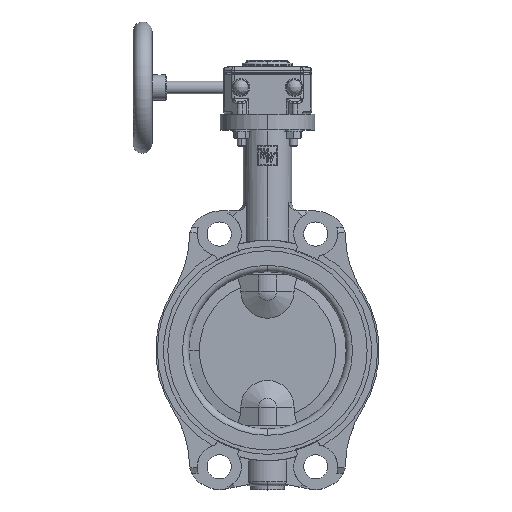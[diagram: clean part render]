
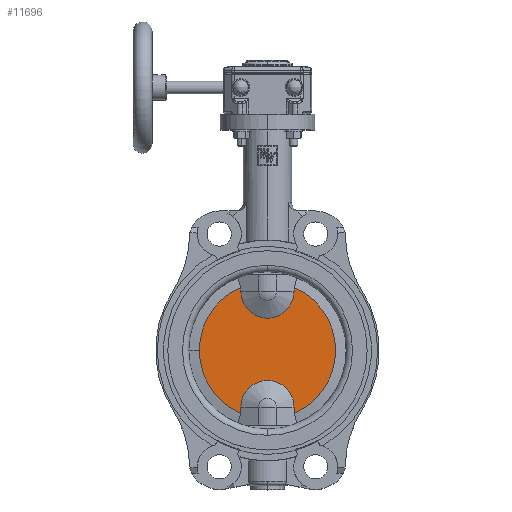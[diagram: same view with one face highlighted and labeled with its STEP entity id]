
A CAD part, top view. The second image highlights one B-rep face of the part: STEP entity #11696.
In plain terms, the highlighted planar face has unit normal (0, 0, 1).
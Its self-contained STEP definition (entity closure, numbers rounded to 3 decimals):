
#506 = CARTESIAN_POINT ( 'NONE',  ( -25.34, -54., 5. ) ) ;
#818 = EDGE_CURVE ( 'NONE', #41899, #77608, #6464, .T. ) ;
#1053 = CARTESIAN_POINT ( 'NONE',  ( 25.34, 0., 5. ) ) ;
#1982 = CIRCLE ( 'NONE', #30076, 25.34 ) ;
#1997 = ORIENTED_EDGE ( 'NONE', *, *, #4753, .T. ) ;
#3016 = ORIENTED_EDGE ( 'NONE', *, *, #818, .T. ) ;
#3850 = PLANE ( 'NONE',  #30737 ) ;
#4753 = EDGE_CURVE ( 'NONE', #33923, #58429, #57039, .T. ) ;
#4807 = CARTESIAN_POINT ( 'NONE',  ( 25.34, -59.81, 5. ) ) ;
#6464 = LINE ( 'NONE', #63826, #85017 ) ;
#8455 = CARTESIAN_POINT ( 'NONE',  ( -25.34, -59.81, 5. ) ) ;
#10844 = ORIENTED_EDGE ( 'NONE', *, *, #24867, .T. ) ;
#11572 = VERTEX_POINT ( 'NONE', #506 ) ;
#11602 = DIRECTION ( 'NONE',  ( 1., 0., 0. ) ) ;
#11696 = ADVANCED_FACE ( 'NONE', ( #67719 ), #3850, .F. ) ;
#13111 = LINE ( 'NONE', #1053, #66414 ) ;
#13364 = CARTESIAN_POINT ( 'NONE',  ( -64.956, 0., 5. ) ) ;
#14291 = VERTEX_POINT ( 'NONE', #79562 ) ;
#15395 = DIRECTION ( 'NONE',  ( 0., 1., 0. ) ) ;
#15769 = DIRECTION ( 'NONE',  ( 0., 0., 1. ) ) ;
#17328 = DIRECTION ( 'NONE',  ( 0., 0., 1. ) ) ;
#18459 = LINE ( 'NONE', #81749, #24455 ) ;
#19930 = EDGE_LOOP ( 'NONE', ( #57748, #69698, #73110, #65705, #3016, #10844, #1997, #73957, #32109 ) ) ;
#24301 = DIRECTION ( 'NONE',  ( -1., 0., 0. ) ) ;
#24455 = VECTOR ( 'NONE', #52012, 1000. ) ;
#24867 = EDGE_CURVE ( 'NONE', #77608, #33923, #90272, .T. ) ;
#25325 = DIRECTION ( 'NONE',  ( 0., 0., 1. ) ) ;
#26806 = DIRECTION ( 'NONE',  ( 0., 0., 1. ) ) ;
#30076 = AXIS2_PLACEMENT_3D ( 'NONE', #71425, #17328, #31836 ) ;
#30737 = AXIS2_PLACEMENT_3D ( 'NONE', #42044, #96180, #49810 ) ;
#31836 = DIRECTION ( 'NONE',  ( -1., 0., 0. ) ) ;
#32109 = ORIENTED_EDGE ( 'NONE', *, *, #52936, .F. ) ;
#33923 = VERTEX_POINT ( 'NONE', #13364 ) ;
#36073 = AXIS2_PLACEMENT_3D ( 'NONE', #100292, #15769, #54336 ) ;
#36076 = CIRCLE ( 'NONE', #53775, 25.34 ) ;
#39304 = CIRCLE ( 'NONE', #72170, 64.956 ) ;
#39936 = DIRECTION ( 'NONE',  ( 0., 1., 0. ) ) ;
#41899 = VERTEX_POINT ( 'NONE', #70476 ) ;
#42044 = CARTESIAN_POINT ( 'NONE',  ( -64.956, 0., 5. ) ) ;
#44532 = VECTOR ( 'NONE', #15395, 1000. ) ;
#48137 = LINE ( 'NONE', #84685, #44532 ) ;
#48840 = CARTESIAN_POINT ( 'NONE',  ( 0., 0., 5. ) ) ;
#49810 = DIRECTION ( 'NONE',  ( -1., 0., 0. ) ) ;
#52012 = DIRECTION ( 'NONE',  ( 0., 1., 0. ) ) ;
#52220 = VERTEX_POINT ( 'NONE', #55106 ) ;
#52936 = EDGE_CURVE ( 'NONE', #52220, #11572, #36076, .T. ) ;
#53467 = EDGE_CURVE ( 'NONE', #70629, #52220, #48137, .T. ) ;
#53775 = AXIS2_PLACEMENT_3D ( 'NONE', #87198, #25325, #24301 ) ;
#54336 = DIRECTION ( 'NONE',  ( 1., 0., 0. ) ) ;
#54673 = DIRECTION ( 'NONE',  ( 0., 1., 0. ) ) ;
#55106 = CARTESIAN_POINT ( 'NONE',  ( 25.34, -54., 5. ) ) ;
#57039 = CIRCLE ( 'NONE', #98621, 64.956 ) ;
#57748 = ORIENTED_EDGE ( 'NONE', *, *, #53467, .F. ) ;
#58152 = EDGE_CURVE ( 'NONE', #91980, #14291, #13111, .T. ) ;
#58429 = VERTEX_POINT ( 'NONE', #8455 ) ;
#60043 = EDGE_CURVE ( 'NONE', #58429, #11572, #18459, .T. ) ;
#63826 = CARTESIAN_POINT ( 'NONE',  ( -25.34, 0., 5. ) ) ;
#65705 = ORIENTED_EDGE ( 'NONE', *, *, #86324, .F. ) ;
#66414 = VECTOR ( 'NONE', #39936, 1000. ) ;
#67719 = FACE_OUTER_BOUND ( 'NONE', #19930, .T. ) ;
#69698 = ORIENTED_EDGE ( 'NONE', *, *, #82108, .T. ) ;
#70476 = CARTESIAN_POINT ( 'NONE',  ( -25.34, 56., 5. ) ) ;
#70629 = VERTEX_POINT ( 'NONE', #4807 ) ;
#71425 = CARTESIAN_POINT ( 'NONE',  ( 0., 56., 5. ) ) ;
#72170 = AXIS2_PLACEMENT_3D ( 'NONE', #73111, #26806, #96449 ) ;
#72833 = DIRECTION ( 'NONE',  ( 0., 0., 1. ) ) ;
#73110 = ORIENTED_EDGE ( 'NONE', *, *, #58152, .F. ) ;
#73111 = CARTESIAN_POINT ( 'NONE',  ( 0., 0., 5. ) ) ;
#73957 = ORIENTED_EDGE ( 'NONE', *, *, #60043, .T. ) ;
#77608 = VERTEX_POINT ( 'NONE', #97775 ) ;
#79562 = CARTESIAN_POINT ( 'NONE',  ( 25.34, 59.81, 5. ) ) ;
#81749 = CARTESIAN_POINT ( 'NONE',  ( -25.34, 0., 5. ) ) ;
#82108 = EDGE_CURVE ( 'NONE', #70629, #14291, #39304, .T. ) ;
#83481 = CARTESIAN_POINT ( 'NONE',  ( 25.34, 56., 5. ) ) ;
#84685 = CARTESIAN_POINT ( 'NONE',  ( 25.34, 0., 5. ) ) ;
#85017 = VECTOR ( 'NONE', #54673, 1000. ) ;
#86324 = EDGE_CURVE ( 'NONE', #41899, #91980, #1982, .T. ) ;
#87198 = CARTESIAN_POINT ( 'NONE',  ( 0., -54., 5. ) ) ;
#90272 = CIRCLE ( 'NONE', #36073, 64.956 ) ;
#91980 = VERTEX_POINT ( 'NONE', #83481 ) ;
#96180 = DIRECTION ( 'NONE',  ( 0., 0., -1. ) ) ;
#96449 = DIRECTION ( 'NONE',  ( 1., 0., 0. ) ) ;
#97775 = CARTESIAN_POINT ( 'NONE',  ( -25.34, 59.81, 5. ) ) ;
#98621 = AXIS2_PLACEMENT_3D ( 'NONE', #48840, #72833, #11602 ) ;
#100292 = CARTESIAN_POINT ( 'NONE',  ( 0., 0., 5. ) ) ;
